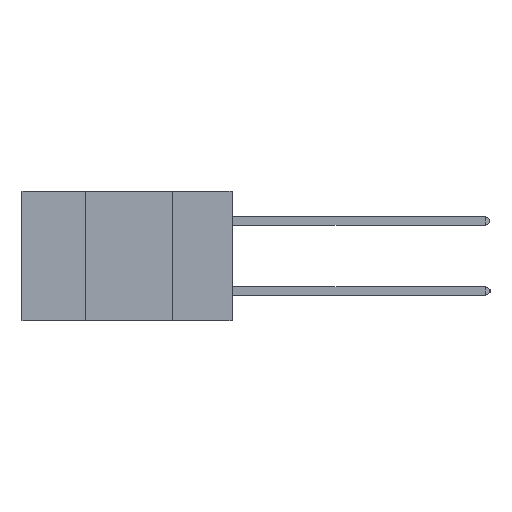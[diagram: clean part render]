
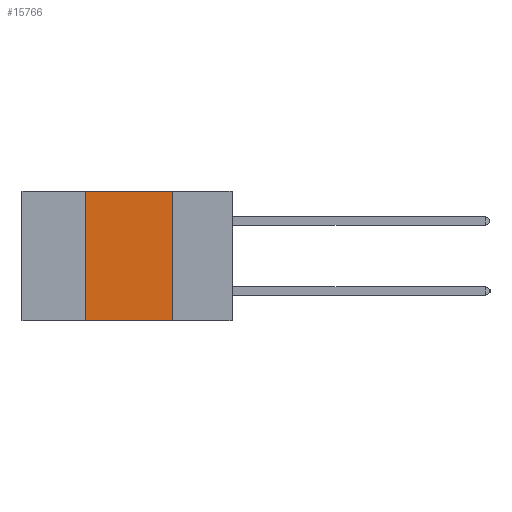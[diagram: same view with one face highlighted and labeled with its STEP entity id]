
A CAD part, left-side view. The second image highlights one B-rep face of the part: STEP entity #15766.
In plain terms, the highlighted planar face has unit normal (-1, 0, 0).
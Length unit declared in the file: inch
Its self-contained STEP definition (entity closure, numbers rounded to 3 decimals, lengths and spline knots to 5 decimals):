
#984 = CARTESIAN_POINT ( 'NONE',  ( 0., 0.6, 0. ) ) ;
#993 = CARTESIAN_POINT ( 'NONE',  ( 0., 0.17, 0. ) ) ;
#1194 = ORIENTED_EDGE ( 'NONE', *, *, #9737, .F. ) ;
#1527 = VERTEX_POINT ( 'NONE', #6713 ) ;
#1561 = LINE ( 'NONE', #16978, #9608 ) ;
#2419 = AXIS2_PLACEMENT_3D ( 'NONE', #984, #12212, #2579 ) ;
#2579 = DIRECTION ( 'NONE',  ( 0., 0., -1. ) ) ;
#2720 = CARTESIAN_POINT ( 'NONE',  ( 0., 0.6, -0.37 ) ) ;
#3023 = ORIENTED_EDGE ( 'NONE', *, *, #11843, .F. ) ;
#3541 = EDGE_LOOP ( 'NONE', ( #3023, #1194, #7151, #7311 ) ) ;
#4319 = DIRECTION ( 'NONE',  ( 0., -1., 0. ) ) ;
#4984 = CARTESIAN_POINT ( 'NONE',  ( 0., 0.42, -0.37 ) ) ;
#5707 = PLANE ( 'NONE',  #2419 ) ;
#6132 = VECTOR ( 'NONE', #4319, 39.37008 ) ;
#6630 = LINE ( 'NONE', #2720, #6132 ) ;
#6713 = CARTESIAN_POINT ( 'NONE',  ( 0., 0.42, 0. ) ) ;
#7121 = EDGE_CURVE ( 'NONE', #10669, #1527, #16639, .T. ) ;
#7151 = ORIENTED_EDGE ( 'NONE', *, *, #7121, .F. ) ;
#7311 = ORIENTED_EDGE ( 'NONE', *, *, #15838, .T. ) ;
#9608 = VECTOR ( 'NONE', #10730, 39.37008 ) ;
#9737 = EDGE_CURVE ( 'NONE', #1527, #11619, #1561, .T. ) ;
#10503 = VERTEX_POINT ( 'NONE', #15815 ) ;
#10669 = VERTEX_POINT ( 'NONE', #4984 ) ;
#10730 = DIRECTION ( 'NONE',  ( 0., -1., 0. ) ) ;
#11471 = VECTOR ( 'NONE', #12344, 39.37008 ) ;
#11619 = VERTEX_POINT ( 'NONE', #993 ) ;
#11843 = EDGE_CURVE ( 'NONE', #11619, #10503, #15588, .T. ) ;
#11855 = VECTOR ( 'NONE', #12783, 39.37008 ) ;
#12212 = DIRECTION ( 'NONE',  ( 1., 0., 0. ) ) ;
#12344 = DIRECTION ( 'NONE',  ( 0., 0., 1. ) ) ;
#12783 = DIRECTION ( 'NONE',  ( 0., 0., -1. ) ) ;
#15461 = CARTESIAN_POINT ( 'NONE',  ( 0., 0.42, 0. ) ) ;
#15588 = LINE ( 'NONE', #17403, #11855 ) ;
#15697 = FACE_OUTER_BOUND ( 'NONE', #3541, .T. ) ;
#15766 = ADVANCED_FACE ( 'NONE', ( #15697 ), #5707, .F. ) ;
#15815 = CARTESIAN_POINT ( 'NONE',  ( 0., 0.17, -0.37 ) ) ;
#15838 = EDGE_CURVE ( 'NONE', #10669, #10503, #6630, .T. ) ;
#16639 = LINE ( 'NONE', #15461, #11471 ) ;
#16978 = CARTESIAN_POINT ( 'NONE',  ( 0., 0.6, 0. ) ) ;
#17403 = CARTESIAN_POINT ( 'NONE',  ( 0., 0.17, 0. ) ) ;
